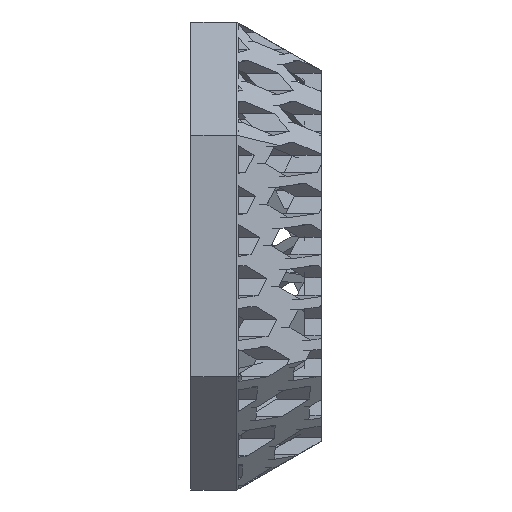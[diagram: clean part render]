
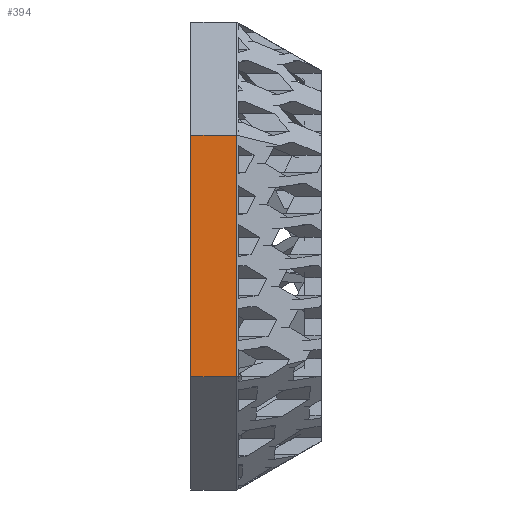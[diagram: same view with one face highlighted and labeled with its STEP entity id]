
A CAD part, left-side view. The second image highlights one B-rep face of the part: STEP entity #394.
In plain terms, the highlighted planar face has unit normal (-1, 0, 0).
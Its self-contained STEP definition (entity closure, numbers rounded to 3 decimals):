
#394=ADVANCED_FACE('',(#1992),#29064,.T.);
#1992=FACE_OUTER_BOUND('',#3787,.T.);
#3787=EDGE_LOOP('',(#7418,#7419,#7420,#7421));
#7418=ORIENTED_EDGE('',*,*,#16428,.F.);
#7419=ORIENTED_EDGE('',*,*,#17422,.F.);
#7420=ORIENTED_EDGE('',*,*,#17423,.T.);
#7421=ORIENTED_EDGE('',*,*,#17419,.T.);
#16428=EDGE_CURVE('',#26424,#25771,#21468,.T.);
#17419=EDGE_CURVE('',#27424,#25771,#22459,.T.);
#17422=EDGE_CURVE('',#27426,#26424,#22462,.T.);
#17423=EDGE_CURVE('',#27426,#27424,#22463,.T.);
#21468=B_SPLINE_CURVE_WITH_KNOTS('',1,(#40510,#40511),.UNSPECIFIED.,.F.,
 .F.,(2,2),(0.,11.663),.UNSPECIFIED.);
#22459=B_SPLINE_CURVE_WITH_KNOTS('',1,(#42492,#42493),.UNSPECIFIED.,.F.,
 .F.,(2,2),(0.,2.214),.UNSPECIFIED.);
#22462=B_SPLINE_CURVE_WITH_KNOTS('',1,(#42498,#42499),.UNSPECIFIED.,.F.,
 .F.,(2,2),(0.,2.214),.UNSPECIFIED.);
#22463=B_SPLINE_CURVE_WITH_KNOTS('',1,(#42500,#42501),.UNSPECIFIED.,.F.,
 .F.,(2,2),(0.,11.663),.UNSPECIFIED.);
#25771=VERTEX_POINT('',#35609);
#26424=VERTEX_POINT('',#36262);
#27424=VERTEX_POINT('',#37262);
#27426=VERTEX_POINT('',#37264);
#29064=PLANE('',#30750);
#30750=AXIS2_PLACEMENT_3D('',#33952,#32351,$);
#32351=DIRECTION('',(-1.,0.,0.));
#33952=CARTESIAN_POINT('',(-28.05,2.111,-6.415));
#35609=CARTESIAN_POINT('',(-28.05,-0.214,-5.831));
#36262=CARTESIAN_POINT('',(-28.05,-0.214,5.831));
#37262=CARTESIAN_POINT('',(-28.05,2.,-5.831));
#37264=CARTESIAN_POINT('',(-28.05,2.,5.831));
#40510=CARTESIAN_POINT('',(-28.05,-0.214,5.831));
#40511=CARTESIAN_POINT('',(-28.05,-0.214,-5.831));
#42492=CARTESIAN_POINT('',(-28.05,2.,-5.831));
#42493=CARTESIAN_POINT('',(-28.05,-0.214,-5.831));
#42498=CARTESIAN_POINT('',(-28.05,2.,5.831));
#42499=CARTESIAN_POINT('',(-28.05,-0.214,5.831));
#42500=CARTESIAN_POINT('',(-28.05,2.,5.831));
#42501=CARTESIAN_POINT('',(-28.05,2.,-5.831));
